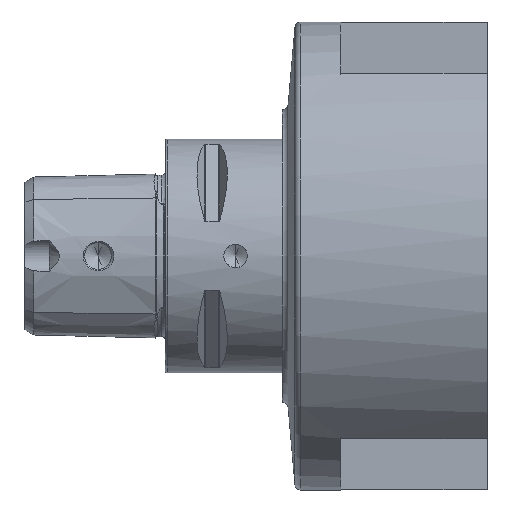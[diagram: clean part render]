
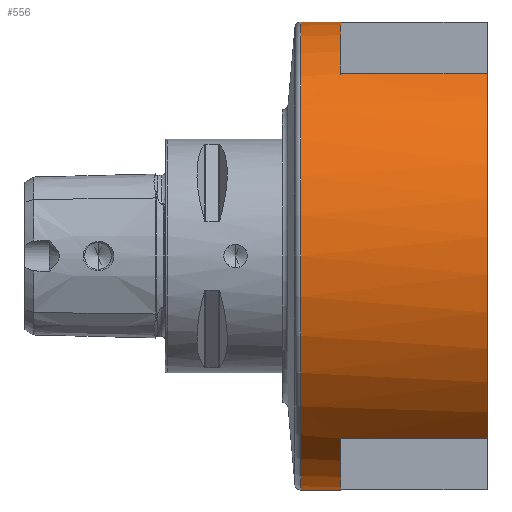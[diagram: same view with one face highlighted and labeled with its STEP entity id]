
A CAD part, front view. The second image highlights one B-rep face of the part: STEP entity #556.
In plain terms, the highlighted cylindrical face has radius 40 mm (diameter 80 mm), a partial arc.
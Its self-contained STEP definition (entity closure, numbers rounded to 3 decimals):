
#246 = VERTEX_POINT ( 'NONE', #5434 ) ;
#250 = DIRECTION ( 'NONE',  ( -1., 0., 0. ) ) ;
#460 = CARTESIAN_POINT ( 'NONE',  ( -72.049, -25., -31.225 ) ) ;
#540 = CARTESIAN_POINT ( 'NONE',  ( -72.049, 0., 0. ) ) ;
#553 = EDGE_CURVE ( 'NONE', #2742, #246, #616, .T. ) ;
#556 = ADVANCED_FACE ( 'NONE', ( #1668 ), #2202, .T. ) ;
#616 = LINE ( 'NONE', #2787, #6302 ) ;
#655 = CARTESIAN_POINT ( 'NONE',  ( 30., 0., 0. ) ) ;
#886 = DIRECTION ( 'NONE',  ( -1., 0., 0. ) ) ;
#903 = AXIS2_PLACEMENT_3D ( 'NONE', #4952, #5055, #4989 ) ;
#990 = EDGE_CURVE ( 'NONE', #4356, #1398, #3208, .T. ) ;
#997 = CARTESIAN_POINT ( 'NONE',  ( -72.049, 0., 40. ) ) ;
#1093 = DIRECTION ( 'NONE',  ( 0., 0., 1. ) ) ;
#1348 = DIRECTION ( 'NONE',  ( -1., 0., 0. ) ) ;
#1398 = VERTEX_POINT ( 'NONE', #2292 ) ;
#1447 = LINE ( 'NONE', #460, #5860 ) ;
#1479 = CARTESIAN_POINT ( 'NONE',  ( 30., 0., 0. ) ) ;
#1555 = DIRECTION ( 'NONE',  ( -1., 0., 0. ) ) ;
#1563 = EDGE_CURVE ( 'NONE', #6976, #4507, #5455, .T. ) ;
#1656 = CARTESIAN_POINT ( 'NONE',  ( 30., 0., 40. ) ) ;
#1668 = FACE_OUTER_BOUND ( 'NONE', #4169, .T. ) ;
#1743 = ORIENTED_EDGE ( 'NONE', *, *, #1563, .T. ) ;
#1977 = CARTESIAN_POINT ( 'NONE',  ( 55., -25., 31.225 ) ) ;
#2073 = ORIENTED_EDGE ( 'NONE', *, *, #6485, .F. ) ;
#2130 = ORIENTED_EDGE ( 'NONE', *, *, #4263, .T. ) ;
#2202 = CYLINDRICAL_SURFACE ( 'NONE', #2876, 40. ) ;
#2241 = DIRECTION ( 'NONE',  ( -1., 0., 0. ) ) ;
#2292 = CARTESIAN_POINT ( 'NONE',  ( 23.145, 0., 40. ) ) ;
#2408 = EDGE_CURVE ( 'NONE', #4507, #6231, #6065, .T. ) ;
#2606 = DIRECTION ( 'NONE',  ( 1., 0., 0. ) ) ;
#2612 = DIRECTION ( 'NONE',  ( 0., 0., 1. ) ) ;
#2742 = VERTEX_POINT ( 'NONE', #3652 ) ;
#2762 = VECTOR ( 'NONE', #1555, 1000. ) ;
#2787 = CARTESIAN_POINT ( 'NONE',  ( -72.049, 0., -40. ) ) ;
#2858 = ORIENTED_EDGE ( 'NONE', *, *, #990, .T. ) ;
#2876 = AXIS2_PLACEMENT_3D ( 'NONE', #540, #3907, #2612 ) ;
#2937 = AXIS2_PLACEMENT_3D ( 'NONE', #655, #250, #5540 ) ;
#3021 = CIRCLE ( 'NONE', #4735, 40. ) ;
#3026 = ORIENTED_EDGE ( 'NONE', *, *, #3439, .T. ) ;
#3054 = AXIS2_PLACEMENT_3D ( 'NONE', #3456, #886, #4595 ) ;
#3208 = LINE ( 'NONE', #997, #2762 ) ;
#3350 = CARTESIAN_POINT ( 'NONE',  ( 30., -25., -31.225 ) ) ;
#3439 = EDGE_CURVE ( 'NONE', #4884, #6976, #1447, .T. ) ;
#3456 = CARTESIAN_POINT ( 'NONE',  ( 23.145, 0., 0. ) ) ;
#3652 = CARTESIAN_POINT ( 'NONE',  ( 30., 0., -40. ) ) ;
#3907 = DIRECTION ( 'NONE',  ( -1., 0., 0. ) ) ;
#4032 = ORIENTED_EDGE ( 'NONE', *, *, #6081, .T. ) ;
#4169 = EDGE_LOOP ( 'NONE', ( #5706, #4032, #3026, #1743, #6342, #2130, #2858, #2073 ) ) ;
#4186 = CARTESIAN_POINT ( 'NONE',  ( 55., -25., -31.225 ) ) ;
#4263 = EDGE_CURVE ( 'NONE', #6231, #4356, #3021, .T. ) ;
#4314 = CARTESIAN_POINT ( 'NONE',  ( 30., -25., 31.225 ) ) ;
#4356 = VERTEX_POINT ( 'NONE', #1656 ) ;
#4507 = VERTEX_POINT ( 'NONE', #1977 ) ;
#4577 = VECTOR ( 'NONE', #1348, 1000. ) ;
#4595 = DIRECTION ( 'NONE',  ( 0., 0., 1. ) ) ;
#4735 = AXIS2_PLACEMENT_3D ( 'NONE', #1479, #5982, #1093 ) ;
#4884 = VERTEX_POINT ( 'NONE', #3350 ) ;
#4952 = CARTESIAN_POINT ( 'NONE',  ( 55., 0., 0. ) ) ;
#4989 = DIRECTION ( 'NONE',  ( 0., 0., 1. ) ) ;
#5055 = DIRECTION ( 'NONE',  ( -1., 0., 0. ) ) ;
#5109 = CARTESIAN_POINT ( 'NONE',  ( -72.049, -25., 31.225 ) ) ;
#5434 = CARTESIAN_POINT ( 'NONE',  ( 23.145, 0., -40. ) ) ;
#5455 = CIRCLE ( 'NONE', #903, 40. ) ;
#5540 = DIRECTION ( 'NONE',  ( 0., 0., 1. ) ) ;
#5706 = ORIENTED_EDGE ( 'NONE', *, *, #553, .F. ) ;
#5860 = VECTOR ( 'NONE', #2606, 1000. ) ;
#5899 = CIRCLE ( 'NONE', #3054, 40. ) ;
#5982 = DIRECTION ( 'NONE',  ( -1., 0., 0. ) ) ;
#6065 = LINE ( 'NONE', #5109, #4577 ) ;
#6081 = EDGE_CURVE ( 'NONE', #2742, #4884, #6823, .T. ) ;
#6231 = VERTEX_POINT ( 'NONE', #4314 ) ;
#6302 = VECTOR ( 'NONE', #2241, 1000. ) ;
#6342 = ORIENTED_EDGE ( 'NONE', *, *, #2408, .T. ) ;
#6485 = EDGE_CURVE ( 'NONE', #246, #1398, #5899, .T. ) ;
#6823 = CIRCLE ( 'NONE', #2937, 40. ) ;
#6976 = VERTEX_POINT ( 'NONE', #4186 ) ;
